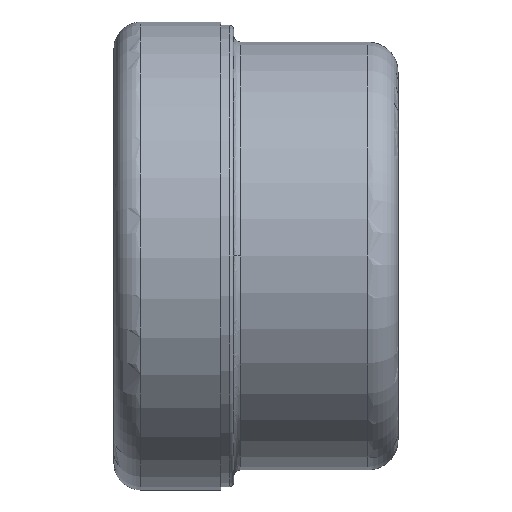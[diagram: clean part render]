
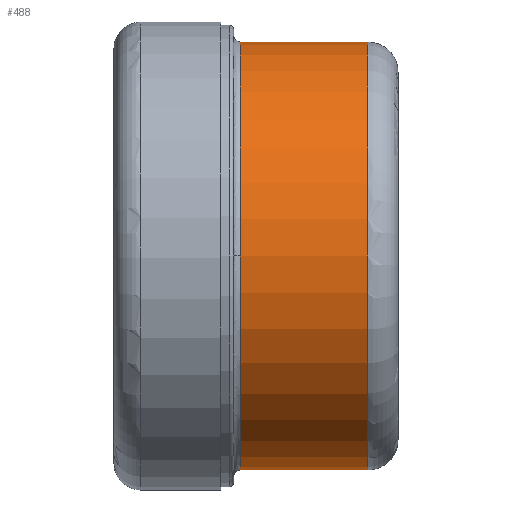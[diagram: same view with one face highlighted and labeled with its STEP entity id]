
A CAD part, left-side view. The second image highlights one B-rep face of the part: STEP entity #488.
In plain terms, the highlighted cylindrical face has radius 32 mm (diameter 64 mm), a partial arc.
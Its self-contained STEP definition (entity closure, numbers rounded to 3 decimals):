
#488=ADVANCED_FACE('NONE',(#955),#956,.T.);
#955=FACE_OUTER_BOUND('',#1998,.T.);
#956=CYLINDRICAL_SURFACE('',#1999,32.0);
#1998=EDGE_LOOP('',(#3169,#3170,#3171,#3172,#3173));
#1999=AXIS2_PLACEMENT_3D('',#3174,#3175,#3176);
#3169=ORIENTED_EDGE('',*,*,#3646,.F.);
#3170=ORIENTED_EDGE('',*,*,#3686,.T.);
#3171=ORIENTED_EDGE('',*,*,#3648,.T.);
#3172=ORIENTED_EDGE('',*,*,#3682,.T.);
#3173=ORIENTED_EDGE('',*,*,#3591,.T.);
#3174=CARTESIAN_POINT('',(34.974,14.05,34.998));
#3175=DIRECTION('',(0.0,-1.0,0.0));
#3176=DIRECTION('',(0.0,0.0,1.0));
#3591=EDGE_CURVE('NONE',#4277,#4278,#4279,.T.);
#3646=EDGE_CURVE('NONE',#4369,#4278,#4371,.T.);
#3648=EDGE_CURVE('NONE',#4368,#4372,#4374,.T.);
#3682=EDGE_CURVE('NONE',#4372,#4277,#4410,.T.);
#3686=EDGE_CURVE('NONE',#4369,#4368,#4414,.T.);
#4277=VERTEX_POINT('NONE',#6373);
#4278=VERTEX_POINT('NONE',#6374);
#4279=CIRCLE('',#6375,32.0);
#4368=VERTEX_POINT('NONE',#6593);
#4369=VERTEX_POINT('NONE',#6594);
#4371=LINE('',#6596,#6597);
#4372=VERTEX_POINT('NONE',#6598);
#4374=LINE('',#6600,#6601);
#4410=CIRCLE('',#6899,32.0);
#4414=CIRCLE('',#6903,32.0);
#6373=CARTESIAN_POINT('',(2.974,23.6,34.998));
#6374=CARTESIAN_POINT('',(34.974,23.6,2.998));
#6375=AXIS2_PLACEMENT_3D('',#7338,#7339,#7340);
#6593=CARTESIAN_POINT('',(34.974,4.5,66.998));
#6594=CARTESIAN_POINT('',(34.974,4.5,2.998));
#6596=CARTESIAN_POINT('',(34.974,14.05,2.998));
#6597=VECTOR('',#7435,1000.0);
#6598=CARTESIAN_POINT('',(34.974,23.6,66.998));
#6600=CARTESIAN_POINT('',(34.974,14.05,66.998));
#6601=VECTOR('',#7439,1000.0);
#6899=AXIS2_PLACEMENT_3D('',#7485,#7486,#7487);
#6903=AXIS2_PLACEMENT_3D('',#7491,#7492,#7493);
#7338=CARTESIAN_POINT('',(34.974,23.6,34.998));
#7339=DIRECTION('',(0.,-1.0,0.));
#7340=DIRECTION('',(1.0,0.,0.));
#7435=DIRECTION('',(0.0,1.0,0.0));
#7439=DIRECTION('',(0.0,1.0,0.0));
#7485=CARTESIAN_POINT('',(34.974,23.6,34.998));
#7486=DIRECTION('',(0.,-1.0,0.));
#7487=DIRECTION('',(1.0,0.,0.0));
#7491=CARTESIAN_POINT('',(34.974,4.5,34.998));
#7492=DIRECTION('',(0.0,1.0,0.0));
#7493=DIRECTION('',(0.0,0.0,1.0));
